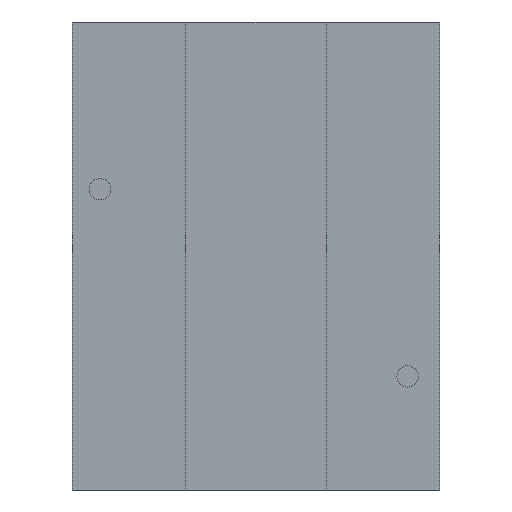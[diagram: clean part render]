
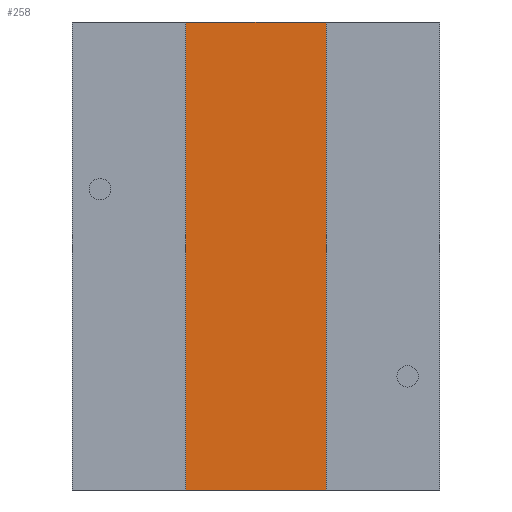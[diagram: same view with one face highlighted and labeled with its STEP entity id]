
A CAD part, front view. The second image highlights one B-rep face of the part: STEP entity #258.
In plain terms, the highlighted planar face has unit normal (0, -1, 0).
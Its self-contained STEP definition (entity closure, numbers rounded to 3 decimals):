
#1 = CARTESIAN_POINT ( 'NONE',  ( 10.5, 9.5, 70. ) ) ;
#9 = VECTOR ( 'NONE', #866, 1000. ) ;
#10 = CARTESIAN_POINT ( 'NONE',  ( -10.5, 9.5, 70. ) ) ;
#23 = LINE ( 'NONE', #31, #9 ) ;
#31 = CARTESIAN_POINT ( 'NONE',  ( -10.5, 9.5, 0. ) ) ;
#37 = CARTESIAN_POINT ( 'NONE',  ( 10.5, 9.5, 0. ) ) ;
#114 = DIRECTION ( 'NONE',  ( 0., 0., 1. ) ) ;
#137 = EDGE_CURVE ( 'NONE', #1220, #1171, #267, .T. ) ;
#222 = LINE ( 'NONE', #399, #879 ) ;
#258 = ADVANCED_FACE ( 'NONE', ( #676 ), #487, .F. ) ;
#267 = LINE ( 'NONE', #1, #521 ) ;
#335 = ORIENTED_EDGE ( 'NONE', *, *, #869, .T. ) ;
#399 = CARTESIAN_POINT ( 'NONE',  ( -10.5, 9.5, 70. ) ) ;
#417 = CARTESIAN_POINT ( 'NONE',  ( -10.5, 9.5, 0. ) ) ;
#439 = LINE ( 'NONE', #1010, #581 ) ;
#487 = PLANE ( 'NONE',  #656 ) ;
#521 = VECTOR ( 'NONE', #566, 1000. ) ;
#566 = DIRECTION ( 'NONE',  ( 0., 0., -1. ) ) ;
#581 = VECTOR ( 'NONE', #1089, 1000. ) ;
#656 = AXIS2_PLACEMENT_3D ( 'NONE', #10, #884, #114 ) ;
#676 = FACE_OUTER_BOUND ( 'NONE', #1218, .T. ) ;
#734 = CARTESIAN_POINT ( 'NONE',  ( 10.5, 9.5, 70. ) ) ;
#743 = ORIENTED_EDGE ( 'NONE', *, *, #137, .F. ) ;
#782 = DIRECTION ( 'NONE',  ( 1., 0., 0. ) ) ;
#831 = CARTESIAN_POINT ( 'NONE',  ( -10.5, 9.5, 70. ) ) ;
#865 = VERTEX_POINT ( 'NONE', #831 ) ;
#866 = DIRECTION ( 'NONE',  ( 1., 0., 0. ) ) ;
#869 = EDGE_CURVE ( 'NONE', #865, #1179, #439, .T. ) ;
#879 = VECTOR ( 'NONE', #782, 1000. ) ;
#880 = ORIENTED_EDGE ( 'NONE', *, *, #1139, .F. ) ;
#884 = DIRECTION ( 'NONE',  ( 0., 1., 0. ) ) ;
#1010 = CARTESIAN_POINT ( 'NONE',  ( -10.5, 9.5, 70. ) ) ;
#1057 = ORIENTED_EDGE ( 'NONE', *, *, #1115, .T. ) ;
#1089 = DIRECTION ( 'NONE',  ( 0., 0., -1. ) ) ;
#1115 = EDGE_CURVE ( 'NONE', #1179, #1171, #23, .T. ) ;
#1139 = EDGE_CURVE ( 'NONE', #865, #1220, #222, .T. ) ;
#1171 = VERTEX_POINT ( 'NONE', #37 ) ;
#1179 = VERTEX_POINT ( 'NONE', #417 ) ;
#1218 = EDGE_LOOP ( 'NONE', ( #1057, #743, #880, #335 ) ) ;
#1220 = VERTEX_POINT ( 'NONE', #734 ) ;
